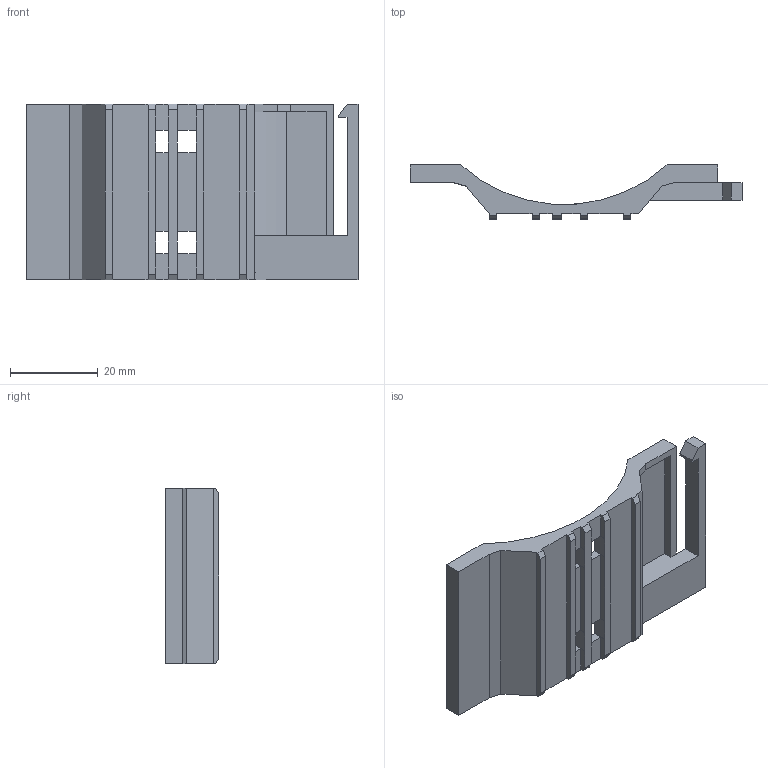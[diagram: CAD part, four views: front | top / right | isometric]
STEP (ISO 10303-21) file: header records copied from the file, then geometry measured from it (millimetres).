
FILE_DESCRIPTION (( 'STEP AP214' ), '1' );
FILE_NAME ('1198070.stp', '2019-02-11T14:48:56', ( '' ), ( '' ), 'SwSTEP 2.0', 'SolidWorks 2018', '' );
FILE_SCHEMA (( 'AUTOMOTIVE_DESIGN' ));
Length unit declared in the file: millimetre
Products named in the file (1): 1198070
Bounding box: 75.5 x 12.25 x 40 mm (x, y, z)
Volume: 11168.7 mm3; surface area: 8291.2 mm2
Topology: 1 solids, 1 shells, 87 faces, 248 edges, 159 vertices
Faces by surface type: plane 85, cylinder 2
Entity records: 2804 total; most frequent: CARTESIAN_POINT 519, ORIENTED_EDGE 496, DIRECTION 420, EDGE_CURVE 248, LINE 236, VECTOR 236, VERTEX_POINT 159, AXIS2_PLACEMENT_3D 92
